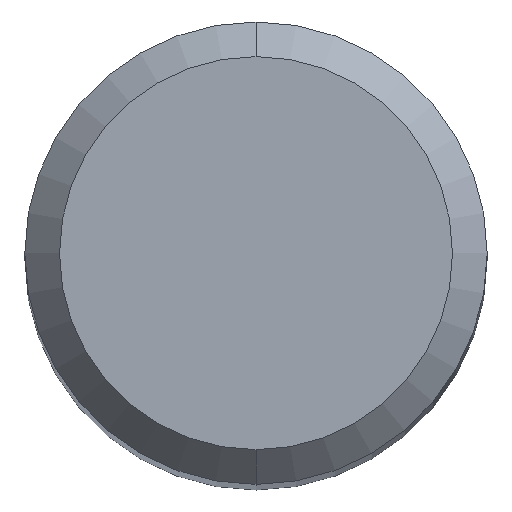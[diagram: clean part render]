
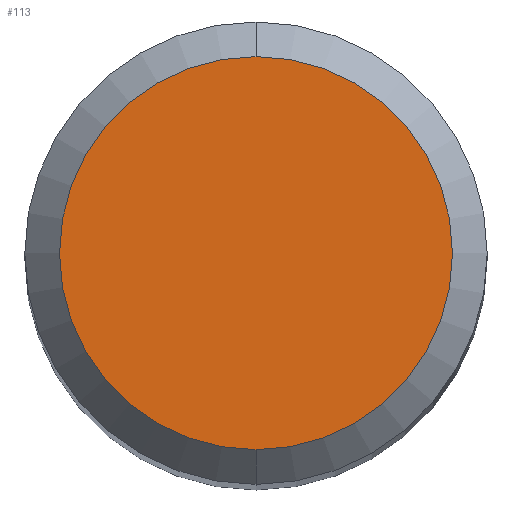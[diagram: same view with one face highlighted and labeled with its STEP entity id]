
A CAD part, top view. The second image highlights one B-rep face of the part: STEP entity #113.
In plain terms, the highlighted planar face has unit normal (0, 0, 1).
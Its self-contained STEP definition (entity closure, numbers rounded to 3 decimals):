
#113=ADVANCED_FACE('',(#276),#277,.T.);
#129=EDGE_CURVE('',#245,#185,#296,.T.);
#185=VERTEX_POINT('',#356);
#219=EDGE_CURVE('',#185,#245,#396,.T.);
#245=VERTEX_POINT('',#425);
#276=FACE_OUTER_BOUND('',#450,.T.);
#277=PLANE('',#451);
#296=CIRCLE('',#476,1.7);
#356=CARTESIAN_POINT('',(0.0,1.7,0.0));
#396=CIRCLE('',#604,1.7);
#425=CARTESIAN_POINT('',(0.,-1.7,0.0));
#450=EDGE_LOOP('',(#651,#652));
#451=AXIS2_PLACEMENT_3D('',#653,#654,#655);
#476=AXIS2_PLACEMENT_3D('',#686,#687,#688);
#604=AXIS2_PLACEMENT_3D('',#813,#814,#815);
#651=ORIENTED_EDGE('',*,*,#219,.F.);
#652=ORIENTED_EDGE('',*,*,#129,.F.);
#653=CARTESIAN_POINT('',(0.0,0.85,0.0));
#654=DIRECTION('',(-0.0,0.0,1.0));
#655=DIRECTION('',(0.0,-1.0,0.0));
#686=CARTESIAN_POINT('',(0.0,0.0,0.0));
#687=DIRECTION('',(0.0,0.0,-1.0));
#688=DIRECTION('',(0.0,1.0,0.0));
#813=CARTESIAN_POINT('',(0.0,0.0,0.0));
#814=DIRECTION('',(0.0,0.0,-1.0));
#815=DIRECTION('',(0.0,1.0,0.0));
